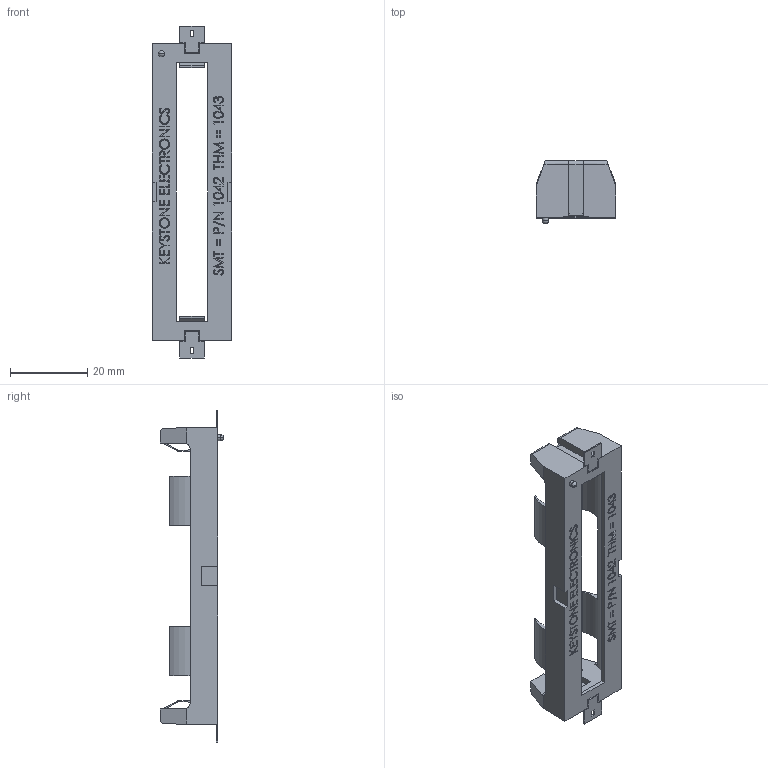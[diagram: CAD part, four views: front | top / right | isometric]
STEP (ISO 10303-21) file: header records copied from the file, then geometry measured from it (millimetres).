
FILE_DESCRIPTION((''),'2;1');
FILE_NAME('KEYSTONE-PN1042_18650_SINGLE_HO','2021-09-07T',('ramon'),(''),'PRO/ENGINEER BY PARAMETRIC TECHNOLOGY CORPORATION, 2013230','PRO/ENGINEER BY PARAMETRIC TECHNOLOGY CORPORATION, 2013230','');
FILE_SCHEMA(('CONFIG_CONTROL_DESIGN'));
Length unit declared in the file: inch
Products named in the file (1): KEYSTONE-PN1042_18650_SINGLE_HO
Bounding box: 20.65 x 16.43 x 86 mm (x, y, z)
Volume: 5525.7 mm3; surface area: 6329 mm2
Topology: 1 solids, 1 shells, 633 faces, 1745 edges, 1156 vertices
Faces by surface type: plane 469, extrusion 128, cylinder 34, sphere 2
Entity records: 25555 total; most frequent: CARTESIAN_POINT 9813, ORIENTED_EDGE 3482, DIRECTION 2696, EDGE_CURVE 1741, VECTOR 1516, LINE 1388, VERTEX_POINT 1156, EDGE_LOOP 689
